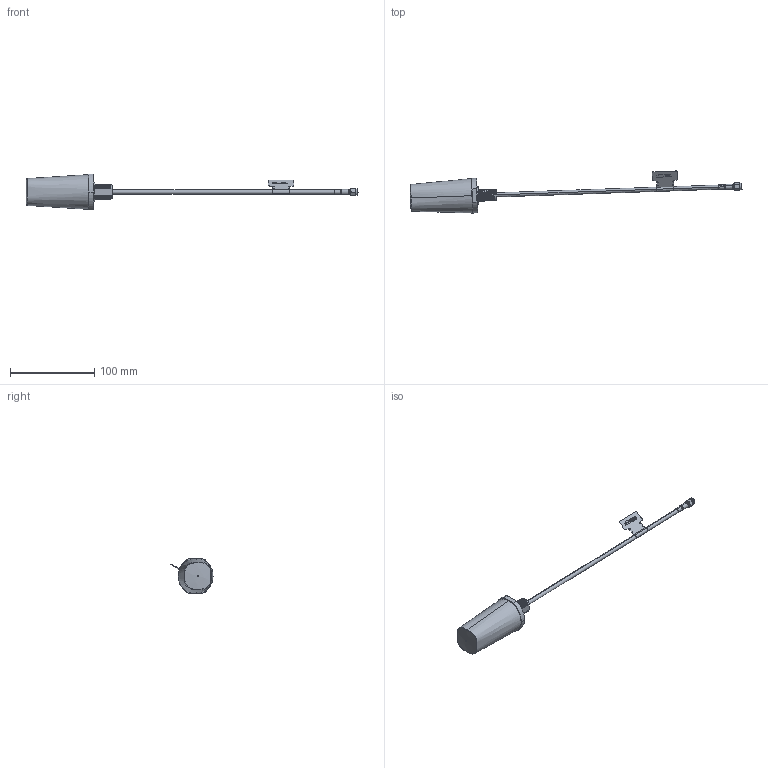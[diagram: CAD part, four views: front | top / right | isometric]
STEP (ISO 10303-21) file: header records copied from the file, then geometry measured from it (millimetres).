
FILE_DESCRIPTION (( 'STEP AP214' ), '1' );
FILE_NAME ('TLS.01.305111.STEP', '2018-12-07T12:24:23', ( '' ), ( '' ), 'SwSTEP 2.0', 'SolidWorks 2017', '' );
FILE_SCHEMA (( 'AUTOMOTIVE_DESIGN' ));
Length unit declared in the file: millimetre
Products named in the file (19): Nut; O-Ring-4; Housing-1; Washer; O-Ring-2; 433MHz Label; NO Print; SMA.M.ST(RP); TLS.01.305111; cable; 433MHz Label_GPS; NO Print_Black_CFD200
Assembly tree (9 placements, depth 2):
  Housing-1
  O-Ring-2
  O-Ring-4
  433MHz Label
  NO Print
Bounding box: 393.74 x 49.92 x 42.01 mm (x, y, z)
Volume: 100648.5 mm3; surface area: 24949.3 mm2
Topology: 11 solids, 14 shells, 700 faces, 1916 edges, 1264 vertices
Faces by surface type: bspline 294, cylinder 176, plane 173, cone 33, torus 24
Entity records: 187504 total; most frequent: CARTESIAN_POINT 170221, ORIENTED_EDGE 3832, DIRECTION 2049, EDGE_CURVE 1916, VERTEX_POINT 1264, EDGE_LOOP 734, AXIS2_PLACEMENT_3D 719, ADVANCED_FACE 700
